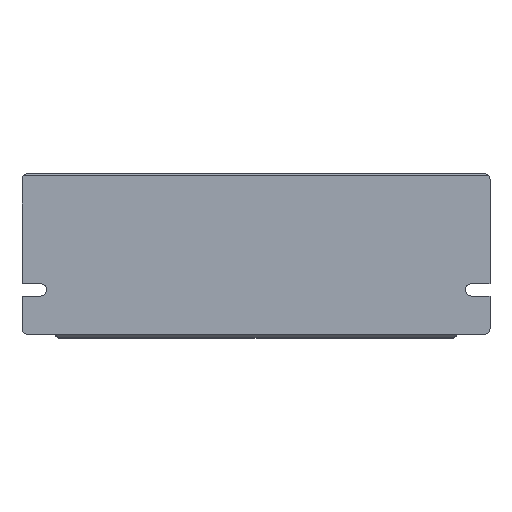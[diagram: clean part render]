
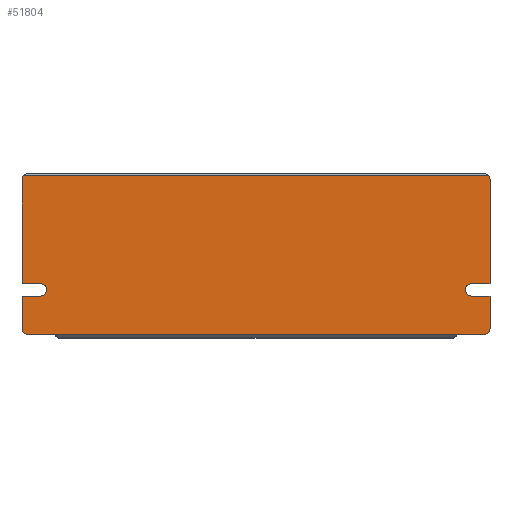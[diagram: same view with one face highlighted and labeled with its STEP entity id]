
A CAD part, top view. The second image highlights one B-rep face of the part: STEP entity #51804.
In plain terms, the highlighted face is planar.
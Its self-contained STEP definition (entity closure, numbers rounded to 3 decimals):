
#2200=CIRCLE('',#54918,2.);
#2201=CIRCLE('',#54920,2.);
#2202=CIRCLE('',#54925,2.);
#2205=CIRCLE('',#54930,2.);
#2206=CIRCLE('',#54932,2.);
#2207=CIRCLE('',#54933,2.);
#2208=CIRCLE('',#54934,2.);
#2209=CIRCLE('',#54935,2.);
#2928=VERTEX_POINT('',#69650);
#2929=VERTEX_POINT('',#69652);
#2930=VERTEX_POINT('',#69656);
#2931=VERTEX_POINT('',#69660);
#2932=VERTEX_POINT('',#69662);
#2992=VERTEX_POINT('',#69784);
#2994=VERTEX_POINT('',#69790);
#2995=VERTEX_POINT('',#69794);
#3002=VERTEX_POINT('',#69834);
#3005=VERTEX_POINT('',#69862);
#3006=VERTEX_POINT('',#69866);
#3007=VERTEX_POINT('',#69867);
#3008=VERTEX_POINT('',#69869);
#3009=VERTEX_POINT('',#69871);
#3010=VERTEX_POINT('',#69873);
#3011=VERTEX_POINT('',#69875);
#3012=VERTEX_POINT('',#69877);
#3013=VERTEX_POINT('',#69879);
#7140=VECTOR('',#58470,1.);
#7202=VECTOR('',#58533,1.);
#7205=VECTOR('',#58537,1.);
#7212=VECTOR('',#58558,1.);
#7213=VECTOR('',#58561,1.);
#7214=VECTOR('',#58562,1.);
#7215=VECTOR('',#58567,1.);
#7216=VECTOR('',#58568,1.);
#7217=VECTOR('',#58569,1.);
#7218=VECTOR('',#58570,1.);
#13725=LINE('',#69661,#7140);
#13787=LINE('',#69785,#7202);
#13790=LINE('',#69791,#7205);
#13797=LINE('',#69865,#7212);
#13798=LINE('',#69870,#7213);
#13799=LINE('',#69872,#7214);
#13800=LINE('',#69878,#7215);
#13801=LINE('',#69880,#7216);
#13802=LINE('',#69881,#7217);
#13803=LINE('',#69882,#7218);
#20311=EDGE_CURVE('',#2928,#2929,#2200,.T.);
#20314=EDGE_CURVE('',#2930,#2928,#2201,.T.);
#20316=EDGE_CURVE('',#2932,#2931,#13725,.F.);
#20378=EDGE_CURVE('',#2930,#2992,#13787,.F.);
#20381=EDGE_CURVE('',#2992,#2994,#13790,.T.);
#20382=EDGE_CURVE('',#2932,#2995,#2202,.T.);
#20395=EDGE_CURVE('',#3005,#3002,#2205,.T.);
#20396=EDGE_CURVE('',#3006,#3007,#13797,.F.);
#20397=EDGE_CURVE('',#3008,#3006,#2206,.F.);
#20398=EDGE_CURVE('',#3009,#3008,#13798,.F.);
#20399=EDGE_CURVE('',#3010,#3009,#13799,.T.);
#20400=EDGE_CURVE('',#3011,#3010,#2207,.T.);
#20401=EDGE_CURVE('',#3012,#3011,#2208,.T.);
#20402=EDGE_CURVE('',#3012,#3013,#13800,.F.);
#20403=EDGE_CURVE('',#3002,#3013,#13801,.F.);
#20404=EDGE_CURVE('',#3005,#2995,#13802,.F.);
#20405=EDGE_CURVE('',#2929,#2931,#13803,.T.);
#20406=EDGE_CURVE('',#3007,#2994,#2209,.F.);
#28677=ORIENTED_EDGE('',*,*,#20396,.F.);
#28678=ORIENTED_EDGE('',*,*,#20397,.F.);
#28679=ORIENTED_EDGE('',*,*,#20398,.F.);
#28680=ORIENTED_EDGE('',*,*,#20399,.F.);
#28681=ORIENTED_EDGE('',*,*,#20400,.F.);
#28682=ORIENTED_EDGE('',*,*,#20401,.F.);
#28683=ORIENTED_EDGE('',*,*,#20402,.T.);
#28684=ORIENTED_EDGE('',*,*,#20403,.F.);
#28685=ORIENTED_EDGE('',*,*,#20395,.F.);
#28686=ORIENTED_EDGE('',*,*,#20404,.T.);
#28687=ORIENTED_EDGE('',*,*,#20382,.F.);
#28688=ORIENTED_EDGE('',*,*,#20316,.T.);
#28689=ORIENTED_EDGE('',*,*,#20405,.F.);
#28690=ORIENTED_EDGE('',*,*,#20311,.F.);
#28691=ORIENTED_EDGE('',*,*,#20314,.F.);
#28692=ORIENTED_EDGE('',*,*,#20378,.T.);
#28693=ORIENTED_EDGE('',*,*,#20381,.T.);
#28694=ORIENTED_EDGE('',*,*,#20406,.F.);
#45092=EDGE_LOOP('',(#28677,#28678,#28679,#28680,#28681,#28682,#28683,#28684,
#28685,#28686,#28687,#28688,#28689,#28690,#28691,#28692,#28693,#28694));
#48448=FACE_BOUND('',#45092,.T.);
#51804=ADVANCED_FACE('',(#48448),#120519,.T.);
#54918=AXIS2_PLACEMENT_3D('',#69651,#58460,#58461);
#54920=AXIS2_PLACEMENT_3D('',#69657,#58466,#58467);
#54925=AXIS2_PLACEMENT_3D('',#69793,#58540,#58541);
#54930=AXIS2_PLACEMENT_3D('',#69863,#58555,#58556);
#54931=AXIS2_PLACEMENT_3D('',#69864,#58557,$);
#54932=AXIS2_PLACEMENT_3D('',#69868,#58559,#58560);
#54933=AXIS2_PLACEMENT_3D('',#69874,#58563,#58564);
#54934=AXIS2_PLACEMENT_3D('',#69876,#58565,#58566);
#54935=AXIS2_PLACEMENT_3D('',#69883,#58571,#58572);
#58460=DIRECTION('',(0.,0.,-1.));
#58461=DIRECTION('',(2.,0.,0.));
#58466=DIRECTION('',(0.,0.,-1.));
#58467=DIRECTION('',(2.,0.,0.));
#58470=DIRECTION('',(0.,-1.,0.));
#58533=DIRECTION('',(1.,0.,0.));
#58537=DIRECTION('',(0.,1.,0.));
#58540=DIRECTION('',(0.,0.,1.));
#58541=DIRECTION('',(2.,0.,0.));
#58555=DIRECTION('',(0.,0.,1.));
#58556=DIRECTION('',(2.,0.,0.));
#58557=DIRECTION('',(0.,0.,-1.));
#58558=DIRECTION('',(1.,0.,0.));
#58559=DIRECTION('',(0.,0.,-1.));
#58560=DIRECTION('',(2.,0.,0.));
#58561=DIRECTION('',(0.,-1.,0.));
#58562=DIRECTION('',(1.,0.,0.));
#58563=DIRECTION('',(0.,0.,-1.));
#58564=DIRECTION('',(2.,0.,0.));
#58565=DIRECTION('',(0.,0.,-1.));
#58566=DIRECTION('',(2.,0.,0.));
#58567=DIRECTION('',(-1.,0.,0.));
#58568=DIRECTION('',(0.,-1.,0.));
#58569=DIRECTION('',(1.,0.,0.));
#58570=DIRECTION('',(-1.,0.,0.));
#58571=DIRECTION('',(0.,0.,-1.));
#58572=DIRECTION('',(-2.,0.,0.));
#69650=CARTESIAN_POINT('',(-67.5,15.5,-97.));
#69651=CARTESIAN_POINT('',(-69.5,15.5,-97.));
#69652=CARTESIAN_POINT('',(-69.5,13.5,-97.));
#69656=CARTESIAN_POINT('',(-69.5,17.5,-97.));
#69657=CARTESIAN_POINT('',(-69.5,15.5,-97.));
#69660=CARTESIAN_POINT('',(-75.5,13.5,-97.));
#69661=CARTESIAN_POINT('',(-75.5,15.5,-97.));
#69662=CARTESIAN_POINT('',(-75.5,-20.,-97.));
#69784=CARTESIAN_POINT('',(-75.5,17.5,-97.));
#69785=CARTESIAN_POINT('',(-72.5,17.5,-97.));
#69790=CARTESIAN_POINT('',(-75.5,28.,-97.));
#69791=CARTESIAN_POINT('',(-75.5,15.5,-97.));
#69793=CARTESIAN_POINT('',(-73.5,-20.,-97.));
#69794=CARTESIAN_POINT('',(-74.823,-21.5,-97.));
#69834=CARTESIAN_POINT('',(75.5,-20.,-97.));
#69862=CARTESIAN_POINT('',(74.823,-21.5,-97.));
#69863=CARTESIAN_POINT('',(73.5,-20.,-97.));
#69864=CARTESIAN_POINT('',(-75.5,30.,-97.));
#69865=CARTESIAN_POINT('',(-75.5,30.,-97.));
#69866=CARTESIAN_POINT('',(73.5,30.,-97.));
#69867=CARTESIAN_POINT('',(-73.5,30.,-97.));
#69868=CARTESIAN_POINT('',(73.5,28.,-97.));
#69869=CARTESIAN_POINT('',(75.5,28.,-97.));
#69870=CARTESIAN_POINT('',(75.5,15.,-97.));
#69871=CARTESIAN_POINT('',(75.5,17.5,-97.));
#69872=CARTESIAN_POINT('',(0.,17.5,-97.));
#69873=CARTESIAN_POINT('',(69.5,17.5,-97.));
#69874=CARTESIAN_POINT('',(69.5,15.5,-97.));
#69875=CARTESIAN_POINT('',(67.5,15.5,-97.));
#69876=CARTESIAN_POINT('',(69.5,15.5,-97.));
#69877=CARTESIAN_POINT('',(69.5,13.5,-97.));
#69878=CARTESIAN_POINT('',(-3.,13.5,-97.));
#69879=CARTESIAN_POINT('',(75.5,13.5,-97.));
#69880=CARTESIAN_POINT('',(75.5,15.,-97.));
#69881=CARTESIAN_POINT('',(-272.344,-21.5,-97.));
#69882=CARTESIAN_POINT('',(-75.5,13.5,-97.));
#69883=CARTESIAN_POINT('',(-73.5,28.,-97.));
#120519=PLANE('',#54931);
